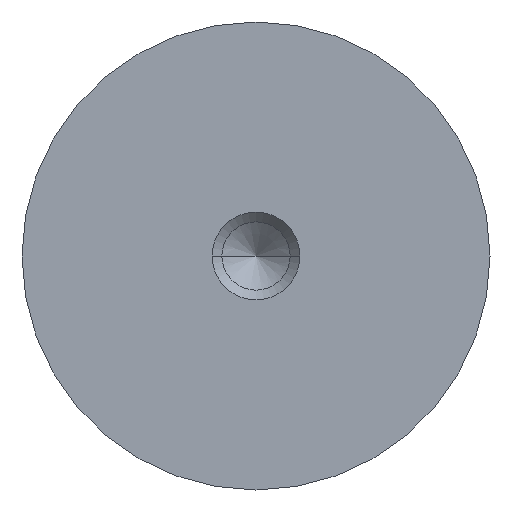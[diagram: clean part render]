
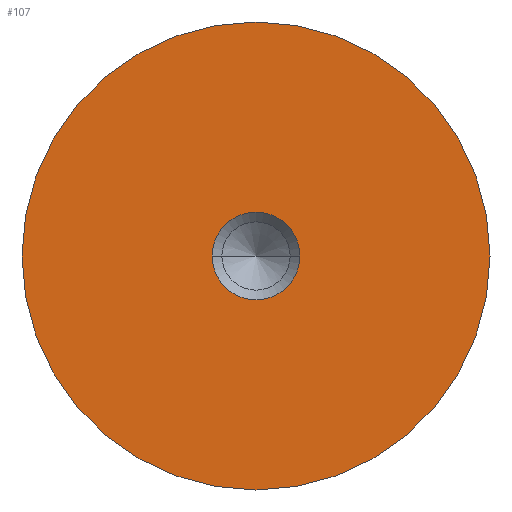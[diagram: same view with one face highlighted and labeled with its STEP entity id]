
A CAD part, front view. The second image highlights one B-rep face of the part: STEP entity #107.
In plain terms, the highlighted planar face has unit normal (0, -1, 0).
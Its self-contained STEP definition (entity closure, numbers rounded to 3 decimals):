
#10 = ORIENTED_EDGE ( 'NONE', *, *, #20, .F. ) ;
#20 = EDGE_CURVE ( 'NONE', #37, #162, #176, .T. ) ;
#22 = CARTESIAN_POINT ( 'NONE',  ( 2.25, 0., 0. ) ) ;
#28 = EDGE_CURVE ( 'NONE', #286, #353, #315, .T. ) ;
#30 = CARTESIAN_POINT ( 'NONE',  ( -2.25, 0., 0. ) ) ;
#31 = ORIENTED_EDGE ( 'NONE', *, *, #392, .T. ) ;
#37 = VERTEX_POINT ( 'NONE', #22 ) ;
#38 = EDGE_CURVE ( 'NONE', #162, #37, #161, .T. ) ;
#54 = ORIENTED_EDGE ( 'NONE', *, *, #38, .F. ) ;
#56 = DIRECTION ( 'NONE',  ( 0., -1., 0. ) ) ;
#63 = AXIS2_PLACEMENT_3D ( 'NONE', #305, #119, #83 ) ;
#64 = DIRECTION ( 'NONE',  ( 1., 0., 0. ) ) ;
#83 = DIRECTION ( 'NONE',  ( 1., 0., 0. ) ) ;
#107 = ADVANCED_FACE ( 'NONE', ( #302, #390 ), #307, .T. ) ;
#109 = CARTESIAN_POINT ( 'NONE',  ( -12., 0., 0. ) ) ;
#119 = DIRECTION ( 'NONE',  ( 0., -1., 0. ) ) ;
#130 = EDGE_LOOP ( 'NONE', ( #31, #178 ) ) ;
#161 = CIRCLE ( 'NONE', #63, 2.25 ) ;
#162 = VERTEX_POINT ( 'NONE', #30 ) ;
#176 = CIRCLE ( 'NONE', #284, 2.25 ) ;
#178 = ORIENTED_EDGE ( 'NONE', *, *, #28, .T. ) ;
#180 = DIRECTION ( 'NONE',  ( 0., -1., 0. ) ) ;
#184 = DIRECTION ( 'NONE',  ( 0., -1., 0. ) ) ;
#189 = AXIS2_PLACEMENT_3D ( 'NONE', #192, #348, #64 ) ;
#192 = CARTESIAN_POINT ( 'NONE',  ( 0., 0., 0. ) ) ;
#201 = CARTESIAN_POINT ( 'NONE',  ( 12., 0., 0. ) ) ;
#245 = CARTESIAN_POINT ( 'NONE',  ( 0., 0., 0. ) ) ;
#248 = CARTESIAN_POINT ( 'NONE',  ( 0., 0., 0. ) ) ;
#257 = CIRCLE ( 'NONE', #189, 12. ) ;
#277 = DIRECTION ( 'NONE',  ( 1., 0., 0. ) ) ;
#284 = AXIS2_PLACEMENT_3D ( 'NONE', #248, #180, #309 ) ;
#286 = VERTEX_POINT ( 'NONE', #109 ) ;
#302 = FACE_OUTER_BOUND ( 'NONE', #130, .T. ) ;
#305 = CARTESIAN_POINT ( 'NONE',  ( 0., 0., 0. ) ) ;
#307 = PLANE ( 'NONE',  #325 ) ;
#309 = DIRECTION ( 'NONE',  ( 1., 0., 0. ) ) ;
#315 = CIRCLE ( 'NONE', #327, 12. ) ;
#325 = AXIS2_PLACEMENT_3D ( 'NONE', #330, #56, #395 ) ;
#327 = AXIS2_PLACEMENT_3D ( 'NONE', #245, #184, #277 ) ;
#330 = CARTESIAN_POINT ( 'NONE',  ( 2.25, 0., 0. ) ) ;
#348 = DIRECTION ( 'NONE',  ( 0., -1., 0. ) ) ;
#353 = VERTEX_POINT ( 'NONE', #201 ) ;
#377 = EDGE_LOOP ( 'NONE', ( #10, #54 ) ) ;
#390 = FACE_BOUND ( 'NONE', #377, .T. ) ;
#392 = EDGE_CURVE ( 'NONE', #353, #286, #257, .T. ) ;
#395 = DIRECTION ( 'NONE',  ( 1., 0., 0. ) ) ;
